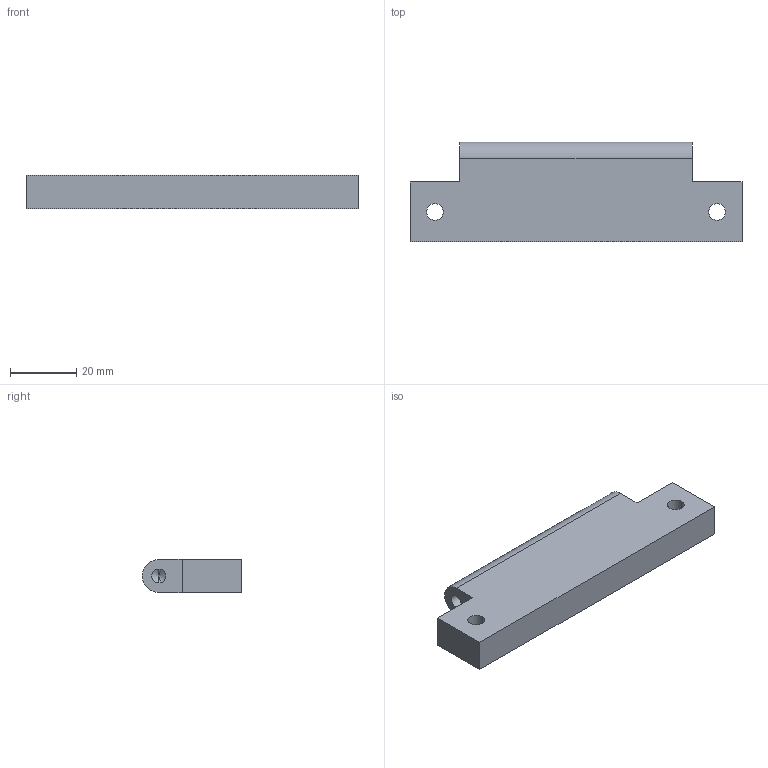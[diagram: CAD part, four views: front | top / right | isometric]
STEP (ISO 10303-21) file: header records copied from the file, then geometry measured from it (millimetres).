
FILE_DESCRIPTION (( 'STEP AP214' ), '1' );
FILE_NAME ('WXZ-USI-06 SUPPORT PIVOT BAS.STEP', '2020-12-28T10:49:21', ( '' ), ( '' ), 'SwSTEP 2.0', 'SolidWorks 2020', '' );
FILE_SCHEMA (( 'AUTOMOTIVE_DESIGN' ));
Length unit declared in the file: millimetre
Products named in the file (1): WXZ-USI-06 SUPPORT PIVOT BAS
Bounding box: 100 x 30 x 10 mm (x, y, z)
Volume: 24856.6 mm3; surface area: 8167.8 mm2
Topology: 1 solids, 1 shells, 23 faces, 59 edges, 36 vertices
Faces by surface type: cylinder 10, plane 9, cone 4
Entity records: 803 total; most frequent: DIRECTION 123, CARTESIAN_POINT 115, ORIENTED_EDGE 110, EDGE_CURVE 55, AXIS2_PLACEMENT_3D 44, VERTEX_POINT 36, LINE 35, VECTOR 35
